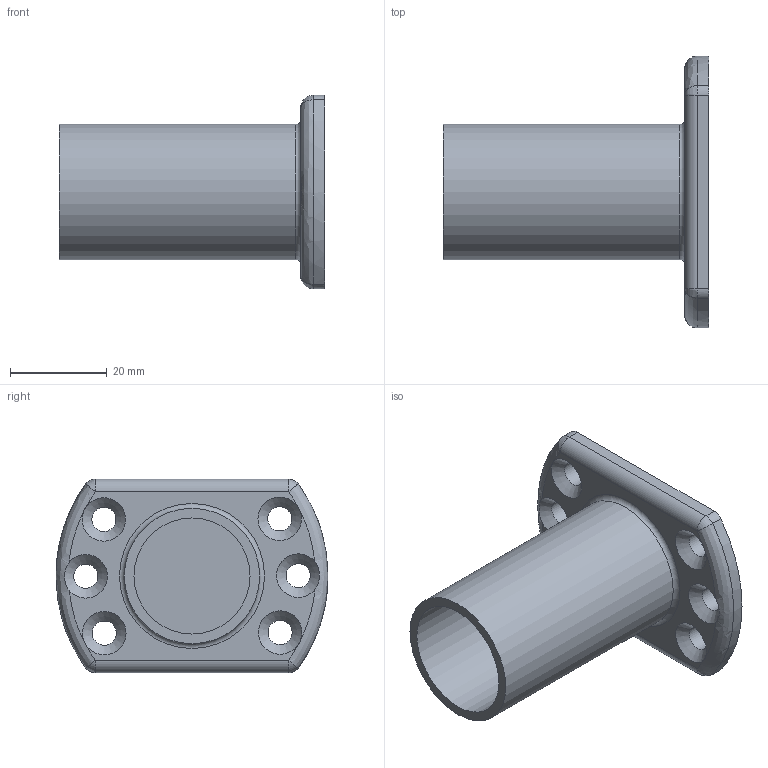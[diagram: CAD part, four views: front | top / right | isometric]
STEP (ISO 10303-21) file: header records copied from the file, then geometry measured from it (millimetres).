
FILE_DESCRIPTION(('HOOPS Exchange Step'),'2;1');
FILE_NAME('temp_export','2024-04-24T20:32:54+02:00',('mobile'),('Shapr3D Limited'),'HOOPS Exchange 2023.2','Shapr3D','Authorized');
FILE_SCHEMA( ('AUTOMOTIVE_DESIGN { 1 0 10303 214 1 1 1 1 }') );
Length unit declared in the file: millimetre
Products named in the file (1): root
Bounding box: 55 x 56.26 x 40 mm (x, y, z)
Volume: 17500.4 mm3; surface area: 13099.2 mm2
Topology: 1 solids, 1 shells, 35 faces, 100 edges, 63 vertices
Faces by surface type: bspline 12, cylinder 10, plane 6, cone 6, torus 1
Full cylindrical faces by diameter (mm): 5 x6, 24 x1, 28 x1
Entity records: 3134 total; most frequent: CARTESIAN_POINT 2241, ORIENTED_EDGE 192, DIRECTION 160, EDGE_CURVE 96, AXIS2_PLACEMENT_3D 66, VERTEX_POINT 63, EDGE_LOOP 47, FACE_BOUND 47
